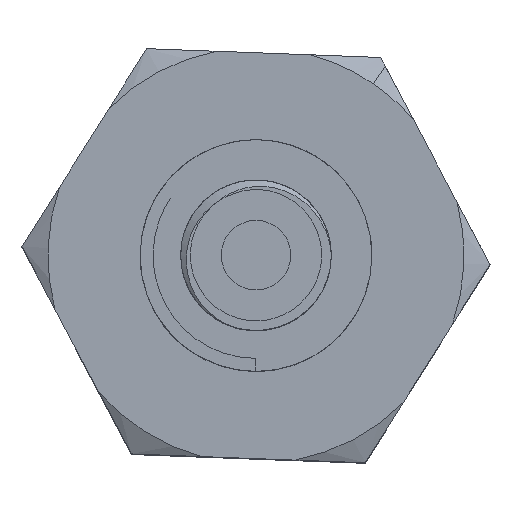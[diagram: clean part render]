
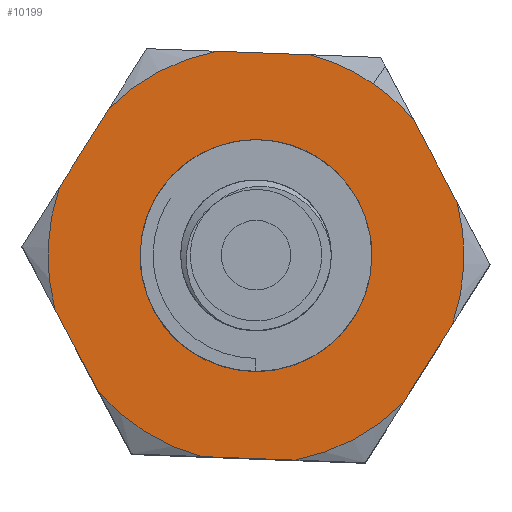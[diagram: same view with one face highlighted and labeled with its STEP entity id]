
A CAD part, top view. The second image highlights one B-rep face of the part: STEP entity #10199.
In plain terms, the highlighted planar face has unit normal (0, 0, 1).
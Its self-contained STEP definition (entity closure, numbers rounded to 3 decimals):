
#17 = CIRCLE ( 'NONE', #14311, 3.591 ) ;
#306 = AXIS2_PLACEMENT_3D ( 'NONE', #7188, #1644, #3876 ) ;
#454 = EDGE_CURVE ( 'NONE', #2233, #10079, #2058, .T. ) ;
#536 = AXIS2_PLACEMENT_3D ( 'NONE', #10405, #13817, #12832 ) ;
#541 = CARTESIAN_POINT ( 'NONE',  ( 0., 0., 9.981 ) ) ;
#564 = VERTEX_POINT ( 'NONE', #14502 ) ;
#565 = EDGE_CURVE ( 'NONE', #10079, #13749, #8515, .T. ) ;
#776 = CARTESIAN_POINT ( 'NONE',  ( 3.392, -1.181, 9.981 ) ) ;
#962 = AXIS2_PLACEMENT_3D ( 'NONE', #1853, #5241, #6525 ) ;
#1209 = CARTESIAN_POINT ( 'NONE',  ( 3.471, 0.923, 9.981 ) ) ;
#1482 = CARTESIAN_POINT ( 'NONE',  ( 0., 0., 9.981 ) ) ;
#1509 = EDGE_CURVE ( 'NONE', #5101, #2233, #4720, .T. ) ;
#1644 = DIRECTION ( 'NONE',  ( 0., 0., -1. ) ) ;
#1821 = DIRECTION ( 'NONE',  ( 0.564, 0.826, 0. ) ) ;
#1853 = CARTESIAN_POINT ( 'NONE',  ( 0., 0., 9.981 ) ) ;
#1922 = VECTOR ( 'NONE', #2126, 1000. ) ;
#2058 = CIRCLE ( 'NONE', #14336, 3.591 ) ;
#2060 = CARTESIAN_POINT ( 'NONE',  ( 2.151, 3.421, 9.981 ) ) ;
#2126 = DIRECTION ( 'NONE',  ( 0.532, 0.847, 0. ) ) ;
#2233 = VERTEX_POINT ( 'NONE', #12636 ) ;
#2422 = VECTOR ( 'NONE', #5643, 1000. ) ;
#2469 = CARTESIAN_POINT ( 'NONE',  ( -1.887, 3.574, 9.981 ) ) ;
#2512 = EDGE_CURVE ( 'NONE', #564, #5730, #10939, .T. ) ;
#2787 = DIRECTION ( 'NONE',  ( 0., 0., -1. ) ) ;
#2962 = ORIENTED_EDGE ( 'NONE', *, *, #454, .F. ) ;
#3071 = LINE ( 'NONE', #2469, #5742 ) ;
#3097 = EDGE_CURVE ( 'NONE', #12493, #9577, #10410, .T. ) ;
#3563 = ORIENTED_EDGE ( 'NONE', *, *, #5282, .F. ) ;
#3610 = CARTESIAN_POINT ( 'NONE',  ( -2.719, -2.346, 9.981 ) ) ;
#3807 = DIRECTION ( 'NONE',  ( 0., 0., -1. ) ) ;
#3866 = DIRECTION ( 'NONE',  ( 0., 0., -1. ) ) ;
#3876 = DIRECTION ( 'NONE',  ( 0.564, 0.826, 0. ) ) ;
#3882 = ORIENTED_EDGE ( 'NONE', *, *, #11121, .F. ) ;
#4024 = CARTESIAN_POINT ( 'NONE',  ( 2.719, 2.346, 9.981 ) ) ;
#4238 = VECTOR ( 'NONE', #13398, 1000. ) ;
#4253 = ORIENTED_EDGE ( 'NONE', *, *, #5780, .F. ) ;
#4720 = CIRCLE ( 'NONE', #14071, 3.591 ) ;
#4782 = AXIS2_PLACEMENT_3D ( 'NONE', #541, #3866, #9689 ) ;
#4925 = CARTESIAN_POINT ( 'NONE',  ( -0.936, -3.467, 9.981 ) ) ;
#5057 = VERTEX_POINT ( 'NONE', #13475 ) ;
#5101 = VERTEX_POINT ( 'NONE', #10114 ) ;
#5241 = DIRECTION ( 'NONE',  ( 0., 0., -1. ) ) ;
#5282 = EDGE_CURVE ( 'NONE', #5057, #5101, #3071, .T. ) ;
#5469 = CARTESIAN_POINT ( 'NONE',  ( -4.039, 0.152, 9.981 ) ) ;
#5483 = PLANE ( 'NONE',  #5484 ) ;
#5484 = AXIS2_PLACEMENT_3D ( 'NONE', #12262, #12410, #11260 ) ;
#5566 = AXIS2_PLACEMENT_3D ( 'NONE', #13921, #3807, #11797 ) ;
#5643 = DIRECTION ( 'NONE',  ( 0.467, -0.884, 0. ) ) ;
#5730 = VERTEX_POINT ( 'NONE', #9587 ) ;
#5742 = VECTOR ( 'NONE', #5953, 1000. ) ;
#5780 = EDGE_CURVE ( 'NONE', #9577, #12299, #17, .T. ) ;
#5953 = DIRECTION ( 'NONE',  ( 0.999, -0.038, 0. ) ) ;
#6520 = EDGE_CURVE ( 'NONE', #13749, #13629, #7167, .T. ) ;
#6525 = DIRECTION ( 'NONE',  ( 0.564, 0.826, 0. ) ) ;
#6950 = EDGE_CURVE ( 'NONE', #8253, #11256, #13035, .T. ) ;
#7089 = ORIENTED_EDGE ( 'NONE', *, *, #6950, .F. ) ;
#7167 = CIRCLE ( 'NONE', #962, 3.591 ) ;
#7188 = CARTESIAN_POINT ( 'NONE',  ( 0., 0., 9.981 ) ) ;
#7260 = EDGE_LOOP ( 'NONE', ( #8649, #7943 ) ) ;
#7452 = CARTESIAN_POINT ( 'NONE',  ( 4.039, -0.152, 9.981 ) ) ;
#7540 = VERTEX_POINT ( 'NONE', #14737 ) ;
#7828 = LINE ( 'NONE', #7452, #13522 ) ;
#7909 = VERTEX_POINT ( 'NONE', #4925 ) ;
#7943 = ORIENTED_EDGE ( 'NONE', *, *, #8000, .T. ) ;
#8000 = EDGE_CURVE ( 'NONE', #5730, #564, #9671, .T. ) ;
#8040 = CARTESIAN_POINT ( 'NONE',  ( -2.151, -3.421, 9.981 ) ) ;
#8253 = VERTEX_POINT ( 'NONE', #9911 ) ;
#8509 = CARTESIAN_POINT ( 'NONE',  ( 0., 0., 9.981 ) ) ;
#8515 = LINE ( 'NONE', #2060, #2422 ) ;
#8607 = ORIENTED_EDGE ( 'NONE', *, *, #11804, .F. ) ;
#8649 = ORIENTED_EDGE ( 'NONE', *, *, #2512, .T. ) ;
#8706 = DIRECTION ( 'NONE',  ( -0.532, -0.847, 0. ) ) ;
#8817 = ORIENTED_EDGE ( 'NONE', *, *, #14373, .F. ) ;
#9287 = AXIS2_PLACEMENT_3D ( 'NONE', #1482, #14364, #1821 ) ;
#9448 = EDGE_CURVE ( 'NONE', #13629, #8253, #7828, .T. ) ;
#9577 = VERTEX_POINT ( 'NONE', #13266 ) ;
#9587 = CARTESIAN_POINT ( 'NONE',  ( 0.846, 1.239, 9.981 ) ) ;
#9641 = FACE_OUTER_BOUND ( 'NONE', #14290, .T. ) ;
#9647 = ORIENTED_EDGE ( 'NONE', *, *, #13427, .F. ) ;
#9671 = CIRCLE ( 'NONE', #5566, 1.5 ) ;
#9686 = CARTESIAN_POINT ( 'NONE',  ( 0., 0., 9.981 ) ) ;
#9689 = DIRECTION ( 'NONE',  ( 0.564, 0.826, 0. ) ) ;
#9723 = VECTOR ( 'NONE', #10337, 1000. ) ;
#9911 = CARTESIAN_POINT ( 'NONE',  ( 2.534, -2.545, 9.981 ) ) ;
#9984 = FACE_BOUND ( 'NONE', #7260, .T. ) ;
#10079 = VERTEX_POINT ( 'NONE', #4024 ) ;
#10114 = CARTESIAN_POINT ( 'NONE',  ( 0.936, 3.467, 9.981 ) ) ;
#10199 = ADVANCED_FACE ( 'NONE', ( #9984, #9641 ), #5483, .F. ) ;
#10337 = DIRECTION ( 'NONE',  ( -0.467, 0.884, 0. ) ) ;
#10405 = CARTESIAN_POINT ( 'NONE',  ( 0., 0., 9.981 ) ) ;
#10410 = LINE ( 'NONE', #8040, #9723 ) ;
#10443 = CIRCLE ( 'NONE', #4782, 3.591 ) ;
#10692 = ORIENTED_EDGE ( 'NONE', *, *, #3097, .F. ) ;
#10939 = CIRCLE ( 'NONE', #536, 1.5 ) ;
#11086 = CARTESIAN_POINT ( 'NONE',  ( 0., 0., 9.981 ) ) ;
#11121 = EDGE_CURVE ( 'NONE', #11256, #7909, #12999, .T. ) ;
#11256 = VERTEX_POINT ( 'NONE', #12854 ) ;
#11260 = DIRECTION ( 'NONE',  ( 0.564, 0.826, 0. ) ) ;
#11702 = CIRCLE ( 'NONE', #9287, 3.591 ) ;
#11790 = ORIENTED_EDGE ( 'NONE', *, *, #1509, .F. ) ;
#11797 = DIRECTION ( 'NONE',  ( 0.564, 0.826, 0. ) ) ;
#11804 = EDGE_CURVE ( 'NONE', #12299, #7540, #12267, .T. ) ;
#12114 = ORIENTED_EDGE ( 'NONE', *, *, #9448, .F. ) ;
#12240 = DIRECTION ( 'NONE',  ( 0.564, 0.826, 0. ) ) ;
#12262 = CARTESIAN_POINT ( 'NONE',  ( 0., 0., 9.981 ) ) ;
#12267 = LINE ( 'NONE', #5469, #1922 ) ;
#12299 = VERTEX_POINT ( 'NONE', #14564 ) ;
#12365 = CARTESIAN_POINT ( 'NONE',  ( 1.887, -3.574, 9.981 ) ) ;
#12410 = DIRECTION ( 'NONE',  ( 0., 0., -1. ) ) ;
#12493 = VERTEX_POINT ( 'NONE', #3610 ) ;
#12636 = CARTESIAN_POINT ( 'NONE',  ( 2.025, 2.966, 9.981 ) ) ;
#12832 = DIRECTION ( 'NONE',  ( 0.564, 0.826, 0. ) ) ;
#12854 = CARTESIAN_POINT ( 'NONE',  ( 0.673, -3.528, 9.981 ) ) ;
#12994 = DIRECTION ( 'NONE',  ( 0.564, 0.826, 0. ) ) ;
#12999 = LINE ( 'NONE', #12365, #4238 ) ;
#13019 = DIRECTION ( 'NONE',  ( 0., 0., -1. ) ) ;
#13035 = CIRCLE ( 'NONE', #306, 3.591 ) ;
#13266 = CARTESIAN_POINT ( 'NONE',  ( -3.471, -0.923, 9.981 ) ) ;
#13321 = DIRECTION ( 'NONE',  ( 0., 0., -1. ) ) ;
#13333 = ORIENTED_EDGE ( 'NONE', *, *, #565, .F. ) ;
#13398 = DIRECTION ( 'NONE',  ( -0.999, 0.038, 0. ) ) ;
#13427 = EDGE_CURVE ( 'NONE', #7540, #5057, #11702, .T. ) ;
#13475 = CARTESIAN_POINT ( 'NONE',  ( -0.673, 3.528, 9.981 ) ) ;
#13522 = VECTOR ( 'NONE', #8706, 1000. ) ;
#13629 = VERTEX_POINT ( 'NONE', #776 ) ;
#13749 = VERTEX_POINT ( 'NONE', #1209 ) ;
#13791 = ORIENTED_EDGE ( 'NONE', *, *, #6520, .F. ) ;
#13817 = DIRECTION ( 'NONE',  ( 0., 0., -1. ) ) ;
#13921 = CARTESIAN_POINT ( 'NONE',  ( 0., 0., 9.981 ) ) ;
#14071 = AXIS2_PLACEMENT_3D ( 'NONE', #8509, #13019, #14250 ) ;
#14250 = DIRECTION ( 'NONE',  ( 0.564, 0.826, 0. ) ) ;
#14290 = EDGE_LOOP ( 'NONE', ( #13791, #13333, #2962, #11790, #3563, #9647, #8607, #4253, #10692, #8817, #3882, #7089, #12114 ) ) ;
#14311 = AXIS2_PLACEMENT_3D ( 'NONE', #9686, #2787, #12994 ) ;
#14336 = AXIS2_PLACEMENT_3D ( 'NONE', #11086, #13321, #12240 ) ;
#14364 = DIRECTION ( 'NONE',  ( 0., 0., -1. ) ) ;
#14373 = EDGE_CURVE ( 'NONE', #7909, #12493, #10443, .T. ) ;
#14502 = CARTESIAN_POINT ( 'NONE',  ( -0.846, -1.239, 9.981 ) ) ;
#14564 = CARTESIAN_POINT ( 'NONE',  ( -3.392, 1.181, 9.981 ) ) ;
#14737 = CARTESIAN_POINT ( 'NONE',  ( -2.534, 2.545, 9.981 ) ) ;
